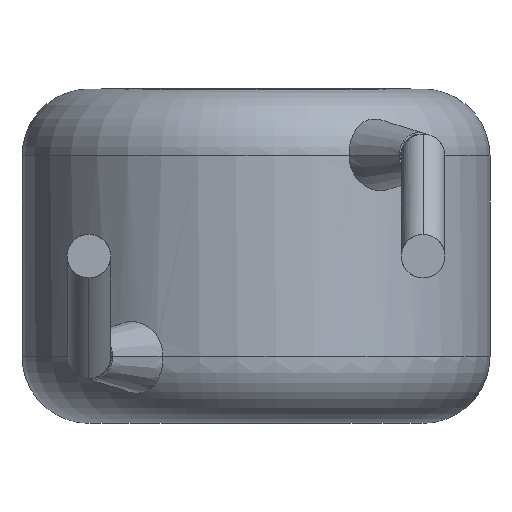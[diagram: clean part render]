
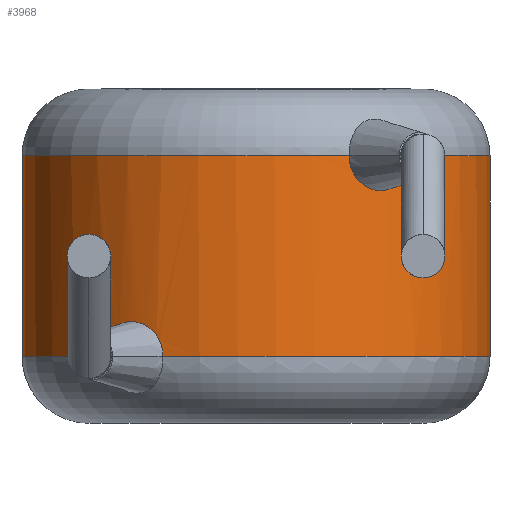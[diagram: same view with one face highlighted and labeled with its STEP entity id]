
A CAD part, front view. The second image highlights one B-rep face of the part: STEP entity #3968.
In plain terms, the highlighted cylindrical face has radius 3.5 mm (diameter 7 mm), a partial arc.
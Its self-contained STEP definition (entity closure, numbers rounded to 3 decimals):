
#80 = EDGE_CURVE ( 'NONE', #1102, #1115, #2635, .T. ) ;
#91 = CARTESIAN_POINT ( 'NONE',  ( 2.243, -2.688, 3.726 ) ) ;
#118 = VERTEX_POINT ( 'NONE', #3421 ) ;
#195 = CARTESIAN_POINT ( 'NONE',  ( 0., 0., 4. ) ) ;
#414 = DIRECTION ( 'NONE',  ( 0., 0., 1. ) ) ;
#479 = VERTEX_POINT ( 'NONE', #4004 ) ;
#498 = ORIENTED_EDGE ( 'NONE', *, *, #2240, .T. ) ;
#503 = CARTESIAN_POINT ( 'NONE',  ( 0., 0., 1. ) ) ;
#513 = CIRCLE ( 'NONE', #1829, 3.5 ) ;
#537 = DIRECTION ( 'NONE',  ( 0., 0., -1. ) ) ;
#548 = EDGE_CURVE ( 'NONE', #1555, #1072, #614, .T. ) ;
#550 = CARTESIAN_POINT ( 'NONE',  ( -3.5, 0., 1. ) ) ;
#614 = CIRCLE ( 'NONE', #1214, 3.5 ) ;
#647 = DIRECTION ( 'NONE',  ( -1., 0., 0. ) ) ;
#689 = CARTESIAN_POINT ( 'NONE',  ( 1.391, -3.212, 3.861 ) ) ;
#764 = DIRECTION ( 'NONE',  ( 0., 0., -1. ) ) ;
#779 = CARTESIAN_POINT ( 'NONE',  ( -1.622, -3.103, 1.467 ) ) ;
#813 = ORIENTED_EDGE ( 'NONE', *, *, #3822, .F. ) ;
#825 = CARTESIAN_POINT ( 'NONE',  ( -1.743, -3.038, 1.522 ) ) ;
#843 = ORIENTED_EDGE ( 'NONE', *, *, #908, .F. ) ;
#908 = EDGE_CURVE ( 'NONE', #118, #1115, #3684, .T. ) ;
#933 = LINE ( 'NONE', #2742, #2527 ) ;
#1072 = VERTEX_POINT ( 'NONE', #3467 ) ;
#1101 = CARTESIAN_POINT ( 'NONE',  ( -2.243, -2.688, 1.274 ) ) ;
#1102 = VERTEX_POINT ( 'NONE', #550 ) ;
#1115 = VERTEX_POINT ( 'NONE', #1834 ) ;
#1129 = DIRECTION ( 'NONE',  ( 1., 0., 0. ) ) ;
#1173 = CARTESIAN_POINT ( 'NONE',  ( 0., 0., 4. ) ) ;
#1214 = AXIS2_PLACEMENT_3D ( 'NONE', #1173, #1544, #2863 ) ;
#1225 = ORIENTED_EDGE ( 'NONE', *, *, #4020, .T. ) ;
#1399 = CARTESIAN_POINT ( 'NONE',  ( -2.287, -2.65, 1.139 ) ) ;
#1422 = ORIENTED_EDGE ( 'NONE', *, *, #548, .T. ) ;
#1430 = CARTESIAN_POINT ( 'NONE',  ( -2.087, -2.811, 1.468 ) ) ;
#1465 = CARTESIAN_POINT ( 'NONE',  ( -1.391, -3.212, 1. ) ) ;
#1498 = FACE_OUTER_BOUND ( 'NONE', #3821, .T. ) ;
#1544 = DIRECTION ( 'NONE',  ( 0., 0., -1. ) ) ;
#1555 = VERTEX_POINT ( 'NONE', #4200 ) ;
#1601 = CARTESIAN_POINT ( 'NONE',  ( 2.287, -2.65, 4. ) ) ;
#1829 = AXIS2_PLACEMENT_3D ( 'NONE', #2696, #414, #2066 ) ;
#1834 = CARTESIAN_POINT ( 'NONE',  ( -2.287, -2.65, 1. ) ) ;
#1980 = CARTESIAN_POINT ( 'NONE',  ( 2.287, -2.65, 4. ) ) ;
#2023 = ORIENTED_EDGE ( 'NONE', *, *, #2799, .F. ) ;
#2066 = DIRECTION ( 'NONE',  ( 1., 0., 0. ) ) ;
#2217 = ORIENTED_EDGE ( 'NONE', *, *, #80, .T. ) ;
#2240 = EDGE_CURVE ( 'NONE', #3857, #3410, #3805, .T. ) ;
#2317 = CARTESIAN_POINT ( 'NONE',  ( 1.391, -3.212, 4. ) ) ;
#2334 = CARTESIAN_POINT ( 'NONE',  ( 1.622, -3.103, 3.533 ) ) ;
#2350 = CARTESIAN_POINT ( 'NONE',  ( -3.5, 0., 5. ) ) ;
#2397 = CARTESIAN_POINT ( 'NONE',  ( -1.976, -2.892, 1.523 ) ) ;
#2405 = AXIS2_PLACEMENT_3D ( 'NONE', #195, #3077, #1129 ) ;
#2428 = CARTESIAN_POINT ( 'NONE',  ( -2.287, -2.65, 1. ) ) ;
#2527 = VECTOR ( 'NONE', #537, 1000. ) ;
#2587 = B_SPLINE_CURVE_WITH_KNOTS ( 'NONE', 3,
 ( #2317, #689, #2676, #2334, #2687, #3947, #2977, #91, #3002, #1980 ),
 .UNSPECIFIED., .F., .F.,
 ( 4, 2, 2, 2, 4 ),
 ( 0., 0., 0.001, 0.001, 0.002 ),
 .UNSPECIFIED. ) ;
#2601 = DIRECTION ( 'NONE',  ( 0., 0., -1. ) ) ;
#2635 = CIRCLE ( 'NONE', #3846, 3.5 ) ;
#2676 = CARTESIAN_POINT ( 'NONE',  ( 1.445, -3.189, 3.725 ) ) ;
#2687 = CARTESIAN_POINT ( 'NONE',  ( 1.743, -3.038, 3.478 ) ) ;
#2696 = CARTESIAN_POINT ( 'NONE',  ( 0., 0., 1. ) ) ;
#2742 = CARTESIAN_POINT ( 'NONE',  ( 3.5, 0., 5. ) ) ;
#2799 = EDGE_CURVE ( 'NONE', #1555, #3410, #2587, .T. ) ;
#2863 = DIRECTION ( 'NONE',  ( 1., 0., 0. ) ) ;
#2927 = LINE ( 'NONE', #2350, #4173 ) ;
#2953 = AXIS2_PLACEMENT_3D ( 'NONE', #4202, #2601, #647 ) ;
#2975 = CARTESIAN_POINT ( 'NONE',  ( 3.5, 0., 4. ) ) ;
#2977 = CARTESIAN_POINT ( 'NONE',  ( 2.087, -2.811, 3.532 ) ) ;
#3002 = CARTESIAN_POINT ( 'NONE',  ( 2.287, -2.65, 3.861 ) ) ;
#3077 = DIRECTION ( 'NONE',  ( 0., 0., -1. ) ) ;
#3099 = CARTESIAN_POINT ( 'NONE',  ( -1.445, -3.189, 1.275 ) ) ;
#3251 = CYLINDRICAL_SURFACE ( 'NONE', #2953, 3.5 ) ;
#3282 = EDGE_CURVE ( 'NONE', #118, #479, #513, .T. ) ;
#3362 = CARTESIAN_POINT ( 'NONE',  ( -1.391, -3.212, 1.139 ) ) ;
#3403 = DIRECTION ( 'NONE',  ( 0., 0., 1. ) ) ;
#3410 = VERTEX_POINT ( 'NONE', #1601 ) ;
#3421 = CARTESIAN_POINT ( 'NONE',  ( -1.391, -3.212, 1. ) ) ;
#3437 = DIRECTION ( 'NONE',  ( 1., 0., 0. ) ) ;
#3467 = CARTESIAN_POINT ( 'NONE',  ( -3.5, 0., 4. ) ) ;
#3622 = ORIENTED_EDGE ( 'NONE', *, *, #3282, .T. ) ;
#3684 = B_SPLINE_CURVE_WITH_KNOTS ( 'NONE', 3,
 ( #1465, #3362, #3099, #779, #825, #2397, #1430, #1101, #1399, #2428 ),
 .UNSPECIFIED., .F., .F.,
 ( 4, 2, 2, 2, 4 ),
 ( 0., 0., 0.001, 0.001, 0.002 ),
 .UNSPECIFIED. ) ;
#3805 = CIRCLE ( 'NONE', #2405, 3.5 ) ;
#3821 = EDGE_LOOP ( 'NONE', ( #813, #498, #2023, #1422, #1225, #2217, #843, #3622 ) ) ;
#3822 = EDGE_CURVE ( 'NONE', #3857, #479, #933, .T. ) ;
#3846 = AXIS2_PLACEMENT_3D ( 'NONE', #503, #3403, #3437 ) ;
#3857 = VERTEX_POINT ( 'NONE', #2975 ) ;
#3947 = CARTESIAN_POINT ( 'NONE',  ( 1.976, -2.892, 3.477 ) ) ;
#3968 = ADVANCED_FACE ( 'NONE', ( #1498 ), #3251, .T. ) ;
#4004 = CARTESIAN_POINT ( 'NONE',  ( 3.5, 0., 1. ) ) ;
#4020 = EDGE_CURVE ( 'NONE', #1072, #1102, #2927, .T. ) ;
#4173 = VECTOR ( 'NONE', #764, 1000. ) ;
#4200 = CARTESIAN_POINT ( 'NONE',  ( 1.391, -3.212, 4. ) ) ;
#4202 = CARTESIAN_POINT ( 'NONE',  ( 0., 0., 5. ) ) ;
